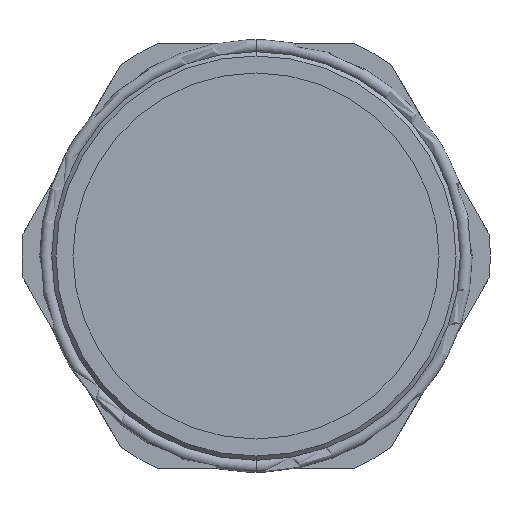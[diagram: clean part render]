
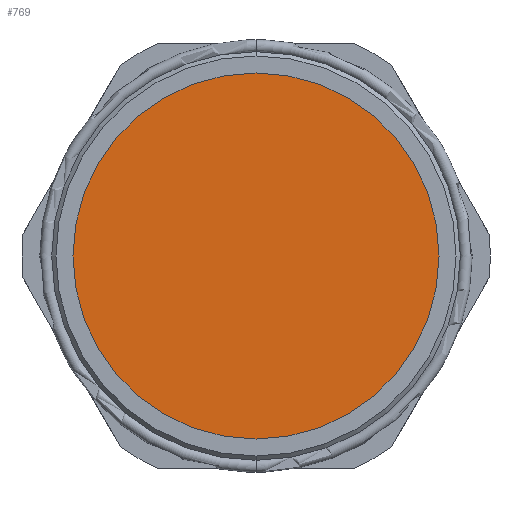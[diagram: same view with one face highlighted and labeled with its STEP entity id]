
A CAD part, front view. The second image highlights one B-rep face of the part: STEP entity #769.
In plain terms, the highlighted planar face has unit normal (0, -1, 0).
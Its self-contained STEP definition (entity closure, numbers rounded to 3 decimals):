
#105 = CARTESIAN_POINT ( 'NONE',  ( 0., -1.5, 0. ) ) ;
#106 = DIRECTION ( 'NONE',  ( 0., -1., 0. ) ) ;
#107 = DIRECTION ( 'NONE',  ( 0., 0., -1. ) ) ;
#400 = EDGE_LOOP ( 'NONE', ( #444, #443 ) ) ;
#443 = ORIENTED_EDGE ( 'NONE', *, *, #1152, .T. ) ;
#444 = ORIENTED_EDGE ( 'NONE', *, *, #1192, .T. ) ;
#663 = VERTEX_POINT ( 'NONE', #959 ) ;
#664 = VERTEX_POINT ( 'NONE', #960 ) ;
#718 = AXIS2_PLACEMENT_3D ( 'NONE', #1029, #1030, #1031 ) ;
#724 = FACE_OUTER_BOUND ( 'NONE', #400, .T. ) ;
#769 = ADVANCED_FACE ( 'NONE', ( #724 ), #1028, .F. ) ;
#805 = AXIS2_PLACEMENT_3D ( 'NONE', #105, #106, #107 ) ;
#857 = CARTESIAN_POINT ( 'NONE',  ( 0., -1.5, 0. ) ) ;
#858 = DIRECTION ( 'NONE',  ( 0., -1., 0. ) ) ;
#859 = DIRECTION ( 'NONE',  ( 0., 0., -1. ) ) ;
#959 = CARTESIAN_POINT ( 'NONE',  ( 0., -1.5, -21.5 ) ) ;
#960 = CARTESIAN_POINT ( 'NONE',  ( 0., -1.5, 21.5 ) ) ;
#1028 = PLANE ( 'NONE',  #718 ) ;
#1029 = CARTESIAN_POINT ( 'NONE',  ( -21.5, -1.5, 0. ) ) ;
#1030 = DIRECTION ( 'NONE',  ( 0., 1., 0. ) ) ;
#1031 = DIRECTION ( 'NONE',  ( 0., 0., 1. ) ) ;
#1152 = EDGE_CURVE ( 'NONE', #664, #663, #1236, .T. ) ;
#1192 = EDGE_CURVE ( 'NONE', #663, #664, #1251, .T. ) ;
#1236 = CIRCLE ( 'NONE', #1331, 21.5 ) ;
#1251 = CIRCLE ( 'NONE', #805, 21.5 ) ;
#1331 = AXIS2_PLACEMENT_3D ( 'NONE', #857, #858, #859 ) ;
